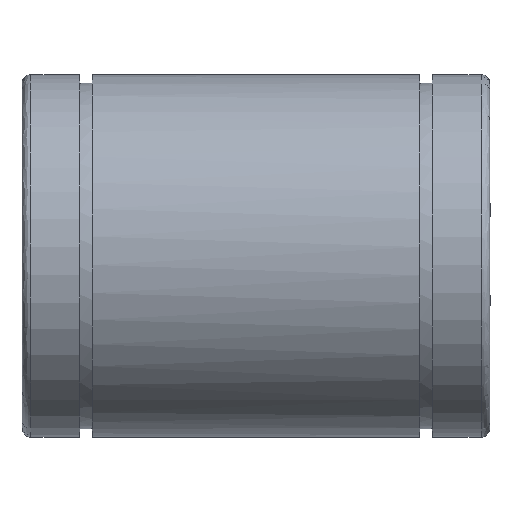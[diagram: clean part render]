
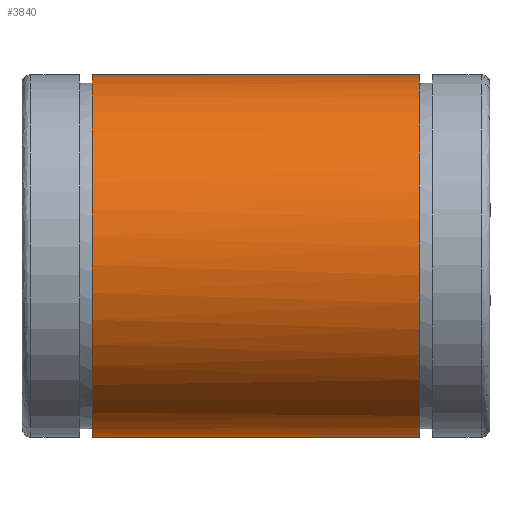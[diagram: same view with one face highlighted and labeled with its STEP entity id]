
A CAD part, front view. The second image highlights one B-rep face of the part: STEP entity #3840.
In plain terms, the highlighted free-form (B-spline) face has degree [3, 1] with [7, 2] control points.
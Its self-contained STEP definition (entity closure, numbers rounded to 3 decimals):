
#3110 = CARTESIAN_POINT ('', (12., 0., 31.));
#3120 = VERTEX_POINT ('', #3110);
#3130 = CARTESIAN_POINT ('', (12., 0., -31.));
#3140 = VERTEX_POINT ('', #3130);
#3150 = CARTESIAN_POINT ('', (12., 0., 31.));
#3160 = CARTESIAN_POINT ('', (12., -62., 31.));
#3170 = CARTESIAN_POINT ('', (12., -62., -31.));
#3180 = CARTESIAN_POINT ('', (12., 0., -31.));
#3190 = (
   BOUNDED_CURVE ()
   B_SPLINE_CURVE (3, (#3150, #3160, #3170, #3180), .UNSPECIFIED., .F., .U.)
   B_SPLINE_CURVE_WITH_KNOTS ((4, 4), (0., 1.), .UNSPECIFIED.)
   CURVE ()
   GEOMETRIC_REPRESENTATION_ITEM ()
   RATIONAL_B_SPLINE_CURVE ((1., 0.333, 0.333, 1.))
   REPRESENTATION_ITEM ('')
);
#3200 = EDGE_CURVE ('', #3120, #3140, #3190, .T.);
#3220 = CARTESIAN_POINT ('', (12., 0., -31.));
#3230 = CARTESIAN_POINT ('', (12., 62., -31.));
#3240 = CARTESIAN_POINT ('', (12., 62., 31.));
#3250 = CARTESIAN_POINT ('', (12., 0., 31.));
#3260 = (
   BOUNDED_CURVE ()
   B_SPLINE_CURVE (3, (#3220, #3230, #3240, #3250), .UNSPECIFIED., .F., .U.)
   B_SPLINE_CURVE_WITH_KNOTS ((4, 4), (0., 1.), .UNSPECIFIED.)
   CURVE ()
   GEOMETRIC_REPRESENTATION_ITEM ()
   RATIONAL_B_SPLINE_CURVE ((1., 0.333, 0.333, 1.))
   REPRESENTATION_ITEM ('')
);
#3270 = EDGE_CURVE ('', #3140, #3120, #3260, .T.);
#3410 = CARTESIAN_POINT ('', (68., 0., 31.));
#3420 = VERTEX_POINT ('', #3410);
#3430 = CARTESIAN_POINT ('', (68., 0., -31.));
#3440 = VERTEX_POINT ('', #3430);
#3450 = CARTESIAN_POINT ('', (68., 0., 31.));
#3460 = CARTESIAN_POINT ('', (68., 62., 31.));
#3470 = CARTESIAN_POINT ('', (68., 62., -31.));
#3480 = CARTESIAN_POINT ('', (68., 0., -31.));
#3490 = (
   BOUNDED_CURVE ()
   B_SPLINE_CURVE (3, (#3450, #3460, #3470, #3480), .UNSPECIFIED., .F., .U.)
   B_SPLINE_CURVE_WITH_KNOTS ((4, 4), (0., 1.), .UNSPECIFIED.)
   CURVE ()
   GEOMETRIC_REPRESENTATION_ITEM ()
   RATIONAL_B_SPLINE_CURVE ((1., 0.333, 0.333, 1.))
   REPRESENTATION_ITEM ('')
);
#3500 = EDGE_CURVE ('', #3420, #3440, #3490, .T.);
#3510 = ORIENTED_EDGE ('', *, *, #3500, .T.);
#3520 = CARTESIAN_POINT ('', (68., 0., -31.));
#3530 = CARTESIAN_POINT ('', (12., 0., -31.));
#3540 = B_SPLINE_CURVE_WITH_KNOTS ('', 1, (#3520, #3530), .UNSPECIFIED., .F., .U., (2, 2), (0., 1.), .UNSPECIFIED.);
#3550 = EDGE_CURVE ('', #3440, #3140, #3540, .T.);
#3560 = ORIENTED_EDGE ('', *, *, #3550, .T.);
#3570 = ORIENTED_EDGE ('', *, *, #3270, .T.);
#3580 = ORIENTED_EDGE ('', *, *, #3200, .T.);
#3590 = ORIENTED_EDGE ('', *, *, #3550, .F.);
#3600 = CARTESIAN_POINT ('', (68., 0., -31.));
#3610 = CARTESIAN_POINT ('', (68., -62., -31.));
#3620 = CARTESIAN_POINT ('', (68., -62., 31.));
#3630 = CARTESIAN_POINT ('', (68., 0., 31.));
#3640 = (
   BOUNDED_CURVE ()
   B_SPLINE_CURVE (3, (#3600, #3610, #3620, #3630), .UNSPECIFIED., .F., .U.)
   B_SPLINE_CURVE_WITH_KNOTS ((4, 4), (0., 1.), .UNSPECIFIED.)
   CURVE ()
   GEOMETRIC_REPRESENTATION_ITEM ()
   RATIONAL_B_SPLINE_CURVE ((1., 0.333, 0.333, 1.))
   REPRESENTATION_ITEM ('')
);
#3650 = EDGE_CURVE ('', #3440, #3420, #3640, .T.);
#3660 = ORIENTED_EDGE ('', *, *, #3650, .T.);
#3670 = EDGE_LOOP ('', (#3510, #3560, #3570, #3580, #3590, #3660));
#3680 = FACE_OUTER_BOUND ('', #3670, .T.);
#3690 = CARTESIAN_POINT ('', (6.4, 0., -31.));
#3700 = CARTESIAN_POINT ('', (73.6, 0., -31.));
#3710 = CARTESIAN_POINT ('', (6.4, 62., -31.));
#3720 = CARTESIAN_POINT ('', (73.6, 62., -31.));
#3730 = CARTESIAN_POINT ('', (6.4, 62., 31.));
#3740 = CARTESIAN_POINT ('', (73.6, 62., 31.));
#3750 = CARTESIAN_POINT ('', (6.4, 0., 31.));
#3760 = CARTESIAN_POINT ('', (73.6, 0., 31.));
#3770 = CARTESIAN_POINT ('', (6.4, -62., 31.));
#3780 = CARTESIAN_POINT ('', (73.6, -62., 31.));
#3790 = CARTESIAN_POINT ('', (6.4, -62., -31.));
#3800 = CARTESIAN_POINT ('', (73.6, -62., -31.));
#3810 = CARTESIAN_POINT ('', (6.4, 0., -31.));
#3820 = CARTESIAN_POINT ('', (73.6, 0., -31.));
#3830 = (
   BOUNDED_SURFACE ()
   B_SPLINE_SURFACE (3, 1, ((#3690, #3700), (#3710, #3720), (#3730, #3740), (#3750, #3760), (#3770, #3780), (#3790, #3800), (#3810, #3820)), .UNSPECIFIED., .T., .F., .U.)
   B_SPLINE_SURFACE_WITH_KNOTS ((4, 3, 4), (2, 2), (0., 0.5, 1.), (0., 1.), .UNSPECIFIED.)
   SURFACE ()
   GEOMETRIC_REPRESENTATION_ITEM ()
   RATIONAL_B_SPLINE_SURFACE (((1., 1.), (0.333, 0.333), (0.333, 0.333), (1., 1.), (0.333, 0.333), (0.333, 0.333), (1., 1.)))
   REPRESENTATION_ITEM ('')
);
#3840 = ADVANCED_FACE ('', (#3680), #3830, .T.);
